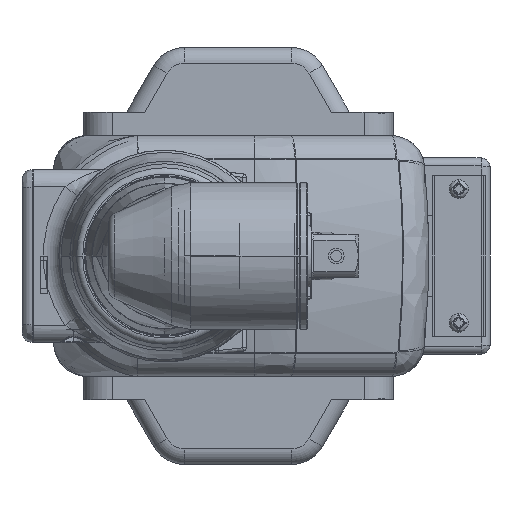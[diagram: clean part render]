
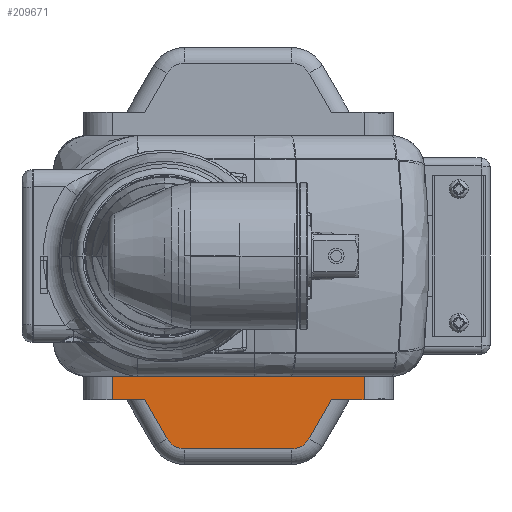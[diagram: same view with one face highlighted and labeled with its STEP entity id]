
A CAD part, left-side view. The second image highlights one B-rep face of the part: STEP entity #209671.
In plain terms, the highlighted planar face has unit normal (-1, 0, 0).
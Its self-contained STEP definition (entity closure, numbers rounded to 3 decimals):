
#162177=DIRECTION('',(0.,1.,0.));
#162178=VECTOR('',#162177,56.5);
#162179=CARTESIAN_POINT('',(348.65,-44.7,-26.75));
#162180=LINE('',#162179,#162178);
#162203=DIRECTION('',(0.,0.,1.));
#162204=VECTOR('',#162203,5.5);
#162205=CARTESIAN_POINT('',(348.65,11.8,-32.25));
#162206=LINE('',#162205,#162204);
#162211=DIRECTION('',(0.,-0.5,0.866));
#162212=VECTOR('',#162211,10.104);
#162213=CARTESIAN_POINT('',(348.65,-32.357,-41.));
#162214=LINE('',#162213,#162212);
#162215=CARTESIAN_POINT('',(348.65,-28.46,-38.75));
#162216=DIRECTION('',(-1.,0.,0.));
#162217=DIRECTION('',(0.,0.,-1.));
#162218=AXIS2_PLACEMENT_3D('',#162215,#162216,#162217);
#162220=DIRECTION('',(0.,-1.,0.));
#162221=VECTOR('',#162220,24.019);
#162222=CARTESIAN_POINT('',(348.65,-4.44,-43.25));
#162223=LINE('',#162222,#162221);
#162224=CARTESIAN_POINT('',(348.65,-4.44,-38.75));
#162225=DIRECTION('',(-1.,0.,0.));
#162226=DIRECTION('',(0.,0.866,-0.5));
#162227=AXIS2_PLACEMENT_3D('',#162224,#162225,#162226);
#162229=DIRECTION('',(0.,-0.5,-0.866));
#162230=VECTOR('',#162229,10.104);
#162231=CARTESIAN_POINT('',(348.65,4.509,-32.25));
#162232=LINE('',#162231,#162230);
#162237=DIRECTION('',(0.,0.,1.));
#162238=VECTOR('',#162237,5.5);
#162239=CARTESIAN_POINT('',(348.65,-44.7,-32.25));
#162240=LINE('',#162239,#162238);
#162276=DIRECTION('',(0.,-1.,0.));
#162277=VECTOR('',#162276,7.291);
#162278=CARTESIAN_POINT('',(348.65,11.8,-32.25));
#162279=LINE('',#162278,#162277);
#162458=DIRECTION('',(0.,-1.,0.));
#162459=VECTOR('',#162458,7.291);
#162460=CARTESIAN_POINT('',(348.65,-37.409,-32.25));
#162461=LINE('',#162460,#162459);
#199514=CARTESIAN_POINT('',(348.65,11.8,-32.25));
#199516=VERTEX_POINT('',#199514);
#199519=CARTESIAN_POINT('',(348.65,-44.7,-32.25));
#199521=VERTEX_POINT('',#199519);
#199566=CARTESIAN_POINT('',(348.65,-32.357,-41.));
#199567=CARTESIAN_POINT('',(348.65,-37.409,-32.25));
#199568=VERTEX_POINT('',#199566);
#199569=VERTEX_POINT('',#199567);
#199570=CARTESIAN_POINT('',(348.65,-28.46,-43.25));
#199571=VERTEX_POINT('',#199570);
#199574=CARTESIAN_POINT('',(348.65,-4.44,-43.25));
#199575=VERTEX_POINT('',#199574);
#199578=CARTESIAN_POINT('',(348.65,-0.543,-41.));
#199579=VERTEX_POINT('',#199578);
#199582=CARTESIAN_POINT('',(348.65,4.509,-32.25));
#199583=VERTEX_POINT('',#199582);
#199871=CARTESIAN_POINT('',(348.65,-44.7,-26.75));
#199872=CARTESIAN_POINT('',(348.65,11.8,-26.75));
#199873=VERTEX_POINT('',#199871);
#199874=VERTEX_POINT('',#199872);
#209646=CARTESIAN_POINT('',(348.65,-51.2,-26.75));
#209647=DIRECTION('',(-1.,0.,0.));
#209648=DIRECTION('',(0.,1.,0.));
#209649=AXIS2_PLACEMENT_3D('',#209646,#209647,#209648);
#209650=PLANE('',#209649);
#209651=ORIENTED_EDGE('',*,*,#209593,.F.);
#209653=ORIENTED_EDGE('',*,*,#209652,.F.);
#209655=ORIENTED_EDGE('',*,*,#209654,.F.);
#209657=ORIENTED_EDGE('',*,*,#209656,.F.);
#209659=ORIENTED_EDGE('',*,*,#209658,.F.);
#209661=ORIENTED_EDGE('',*,*,#209660,.F.);
#209663=ORIENTED_EDGE('',*,*,#209662,.F.);
#209665=ORIENTED_EDGE('',*,*,#209664,.F.);
#209667=ORIENTED_EDGE('',*,*,#209666,.F.);
#209668=ORIENTED_EDGE('',*,*,#209637,.T.);
#209669=EDGE_LOOP('',(#209651,#209653,#209655,#209657,#209659,#209661,#209663,
#209665,#209667,#209668));
#209670=FACE_OUTER_BOUND('',#209669,.F.);
#209671=ADVANCED_FACE('',(#209670),#209650,.T.);
#162219=CIRCLE('',#162218,4.5);
#162228=CIRCLE('',#162227,4.5);
#209593=EDGE_CURVE('',#199873,#199874,#162180,.T.);
#209637=EDGE_CURVE('',#199516,#199874,#162206,.T.);
#209652=EDGE_CURVE('',#199521,#199873,#162240,.T.);
#209654=EDGE_CURVE('',#199569,#199521,#162461,.T.);
#209656=EDGE_CURVE('',#199568,#199569,#162214,.T.);
#209658=EDGE_CURVE('',#199571,#199568,#162219,.T.);
#209660=EDGE_CURVE('',#199575,#199571,#162223,.T.);
#209662=EDGE_CURVE('',#199579,#199575,#162228,.T.);
#209664=EDGE_CURVE('',#199583,#199579,#162232,.T.);
#209666=EDGE_CURVE('',#199516,#199583,#162279,.T.);
